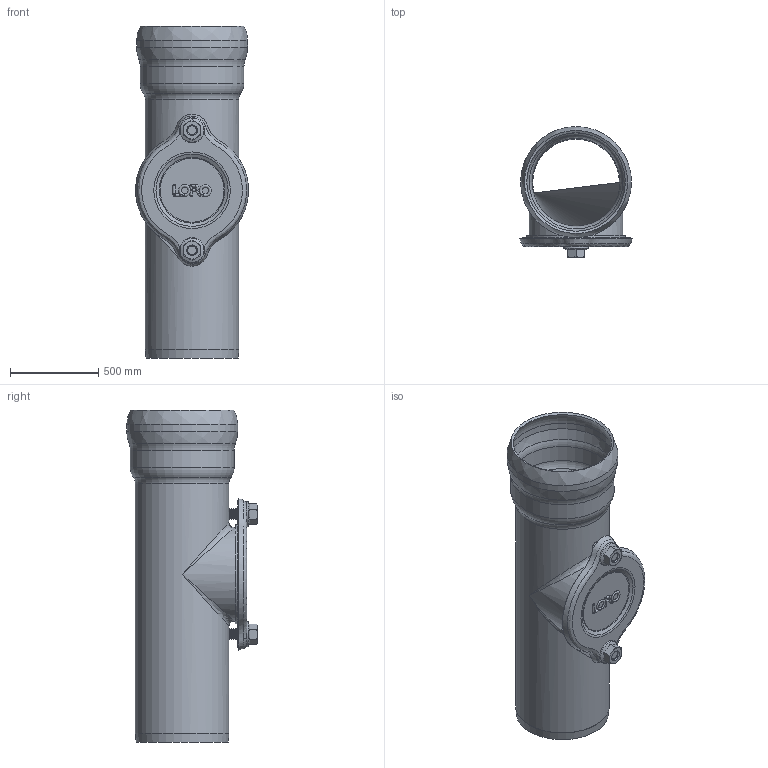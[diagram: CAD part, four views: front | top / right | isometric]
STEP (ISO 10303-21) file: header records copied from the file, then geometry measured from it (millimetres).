
FILE_DESCRIPTION(/* description */ (''),/* implementation_level */ '2;1');
FILE_NAME(/* name */ '5550.050C_3D.stp',/* time_stamp */ '2025-08-05T11:21:37+02:00',/* author */ ('c.rudolph'),/* organization */ (''),/* preprocessor_version */ 'ST-DEVELOPER v20',/* originating_system */ 'AutoCAD Mechanical',/* authorisation */ '');
FILE_SCHEMA (('AUTOMOTIVE_DESIGN { 1 0 10303 214 3 1 1 }'));
Length unit declared in the file: centimetre
Products named in the file (2): Product; *S0
Assembly tree (1 placements, depth 2):
  Product
    *S0
Bounding box: 639.15 x 739 x 1880 mm (x, y, z)
Volume: 60047042.2 mm3; surface area: 7671709.7 mm2
Topology: 7 solids, 7 shells, 192 faces, 461 edges, 278 vertices
Faces by surface type: cone 93, plane 37, cylinder 24, torus 21, bspline 14, sphere 3
Full cylindrical faces by diameter (mm): 49.17 x2, 70 x2, 380 x1, 500 x2, 530 x2, 558 x1, 560 x1, 588 x1, 598 x1, 628 x1
Entity records: 17630 total; most frequent: CARTESIAN_POINT 13225, DIRECTION 952, ORIENTED_EDGE 896, EDGE_CURVE 448, AXIS2_PLACEMENT_3D 407, VERTEX_POINT 270, CIRCLE 217, EDGE_LOOP 206
